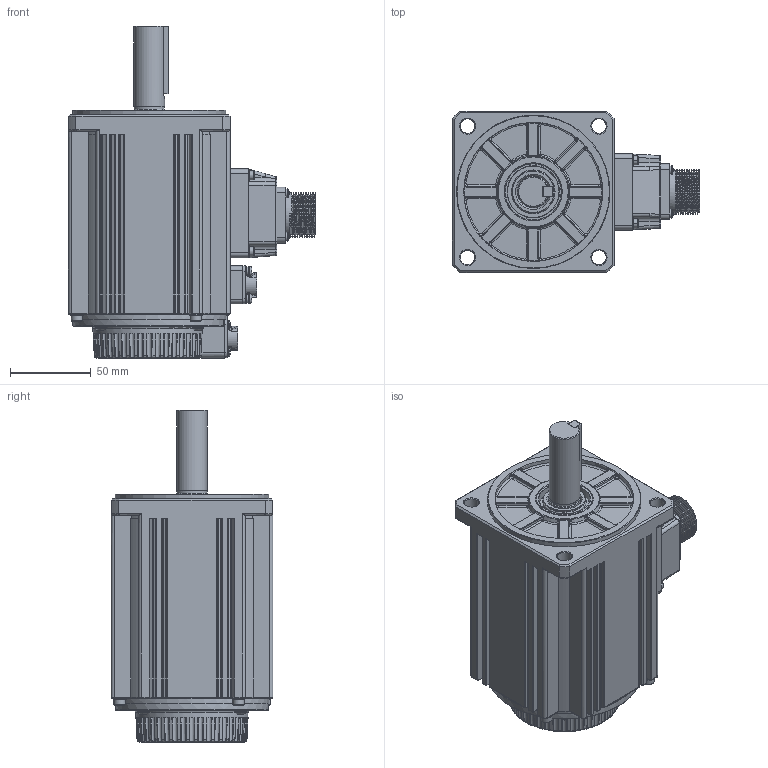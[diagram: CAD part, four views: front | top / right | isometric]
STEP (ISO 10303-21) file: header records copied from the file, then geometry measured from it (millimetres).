
FILE_DESCRIPTION( ('This file contains a STEP AP42 implementation' ,'as created by ZW3D STEP Interface translator.') ,'2;1' );
FILE_NAME( 'X2MA100A-B2LN.stp' ,'22 520. 82849', (''), ('ZWCAD Software Co.'), 'Version 1.0', 'ZW3D to STEP translator', '' );
FILE_SCHEMA(('AUTOMOTIVE_DESIGN { 1 0 10303 214 1 1 1 1 }'));
Length unit declared in the file: millimetre
Products named in the file (1): 0
Bounding box: 152.94 x 100 x 205.5 mm (x, y, z)
Volume: 1322449.3 mm3; surface area: 111541.6 mm2
Topology: 1 solids, 1 shells, 1970 faces, 5215 edges, 3232 vertices
Faces by surface type: plane 722, cylinder 657, bspline 313, torus 128, cone 106, sphere 44
Full cylindrical faces by diameter (mm): 0.8 x4, 1 x12, 2.4 x4, 2.5 x27, 3 x33, 3.2 x8, 5.5 x1, 5.8 x4, 6 x4, 6.7 x4, 7 x8, 8 x4, 9 x4, 11.8 x2, 15.2 x2, 18.8 x1, 19 x2, 19.8 x1, 24 x1, 24.5 x9, 26 x1, 28 x10, 32 x1, 35 x1, 86 x1, 95 x2
Entity records: 82019 total; most frequent: CARTESIAN_POINT 34335, ORIENTED_EDGE 10222, DIRECTION 8849, EDGE_CURVE 5111, AXIS2_PLACEMENT_3D 3443, VERTEX_POINT 3232, EDGE_LOOP 2095, FACE_OUTER_BOUND 1970
